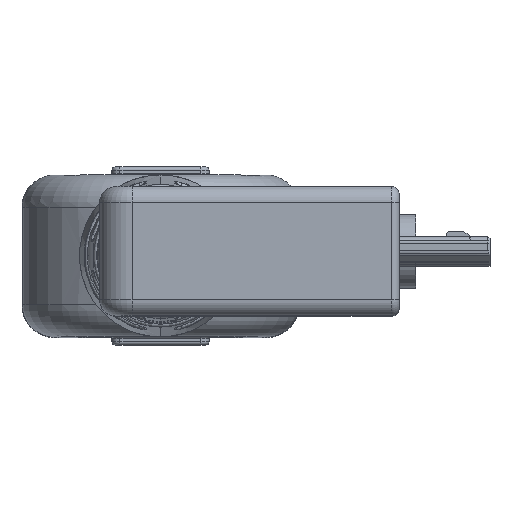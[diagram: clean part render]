
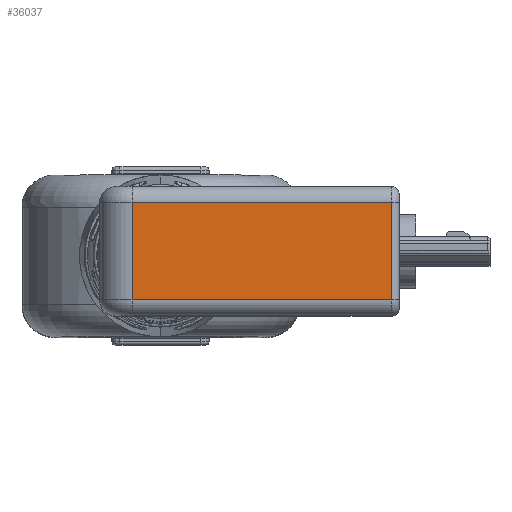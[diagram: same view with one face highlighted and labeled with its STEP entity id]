
A CAD part, top view. The second image highlights one B-rep face of the part: STEP entity #36037.
In plain terms, the highlighted face is planar.
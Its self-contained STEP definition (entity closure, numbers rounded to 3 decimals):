
#1673 = VERTEX_POINT ( 'NONE', #19143 ) ;
#5822 = EDGE_CURVE ( 'NONE', #38101, #44596, #23887, .T. ) ;
#6213 = VERTEX_POINT ( 'NONE', #20136 ) ;
#6438 = CARTESIAN_POINT ( 'NONE',  ( 0., 1., 18.5 ) ) ;
#7747 = EDGE_LOOP ( 'NONE', ( #46207, #26691, #44870, #23569 ) ) ;
#9168 = EDGE_CURVE ( 'NONE', #6213, #1673, #21326, .T. ) ;
#11887 = FACE_OUTER_BOUND ( 'NONE', #7747, .T. ) ;
#13566 = DIRECTION ( 'NONE',  ( 0., -1., 0. ) ) ;
#14247 = PLANE ( 'NONE',  #19945 ) ;
#16610 = DIRECTION ( 'NONE',  ( 0., 0., -1. ) ) ;
#17182 = DIRECTION ( 'NONE',  ( 0., 0., 1. ) ) ;
#17450 = EDGE_CURVE ( 'NONE', #1673, #38101, #26607, .T. ) ;
#19143 = CARTESIAN_POINT ( 'NONE',  ( 0., 7., 0.5 ) ) ;
#19945 = AXIS2_PLACEMENT_3D ( 'NONE', #36330, #36939, #40746 ) ;
#20136 = CARTESIAN_POINT ( 'NONE',  ( 0., 7., 16.5 ) ) ;
#21326 = LINE ( 'NONE', #35200, #28195 ) ;
#23569 = ORIENTED_EDGE ( 'NONE', *, *, #30734, .T. ) ;
#23887 = LINE ( 'NONE', #6438, #32461 ) ;
#26607 = LINE ( 'NONE', #35316, #27730 ) ;
#26691 = ORIENTED_EDGE ( 'NONE', *, *, #17450, .T. ) ;
#26779 = DIRECTION ( 'NONE',  ( 0., 1., 0. ) ) ;
#27730 = VECTOR ( 'NONE', #13566, 1000. ) ;
#28195 = VECTOR ( 'NONE', #16610, 1000. ) ;
#28624 = VECTOR ( 'NONE', #26779, 1000. ) ;
#30734 = EDGE_CURVE ( 'NONE', #44596, #6213, #38294, .T. ) ;
#32461 = VECTOR ( 'NONE', #17182, 1000. ) ;
#35200 = CARTESIAN_POINT ( 'NONE',  ( 0., 7., 18.5 ) ) ;
#35316 = CARTESIAN_POINT ( 'NONE',  ( 0., 1., 0.5 ) ) ;
#36037 = ADVANCED_FACE ( 'NONE', ( #11887 ), #14247, .F. ) ;
#36330 = CARTESIAN_POINT ( 'NONE',  ( 0., 0., 18.5 ) ) ;
#36939 = DIRECTION ( 'NONE',  ( 1., 0., 0. ) ) ;
#38101 = VERTEX_POINT ( 'NONE', #43388 ) ;
#38294 = LINE ( 'NONE', #44215, #28624 ) ;
#40746 = DIRECTION ( 'NONE',  ( 0., 0., -1. ) ) ;
#41995 = CARTESIAN_POINT ( 'NONE',  ( 0., 1., 16.5 ) ) ;
#43388 = CARTESIAN_POINT ( 'NONE',  ( 0., 1., 0.5 ) ) ;
#44215 = CARTESIAN_POINT ( 'NONE',  ( 0., 0., 16.5 ) ) ;
#44596 = VERTEX_POINT ( 'NONE', #41995 ) ;
#44870 = ORIENTED_EDGE ( 'NONE', *, *, #5822, .T. ) ;
#46207 = ORIENTED_EDGE ( 'NONE', *, *, #9168, .T. ) ;
